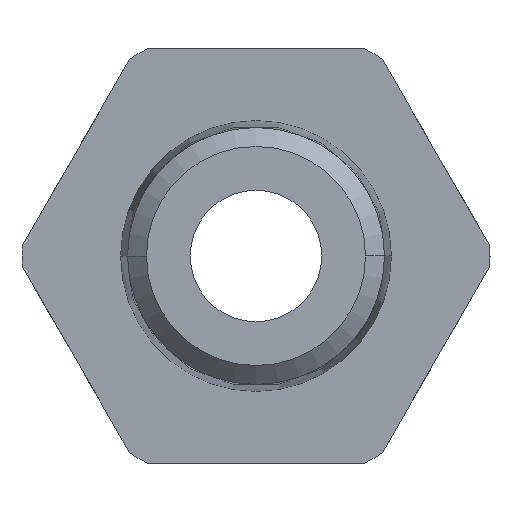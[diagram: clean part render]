
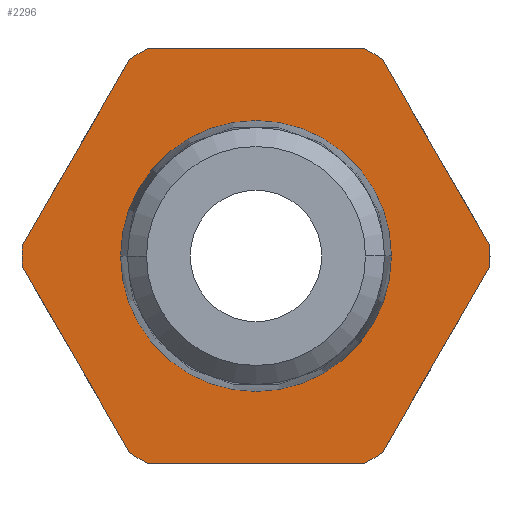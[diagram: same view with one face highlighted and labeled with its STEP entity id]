
A CAD part, front view. The second image highlights one B-rep face of the part: STEP entity #2296.
In plain terms, the highlighted planar face has unit normal (0, -1, 0).
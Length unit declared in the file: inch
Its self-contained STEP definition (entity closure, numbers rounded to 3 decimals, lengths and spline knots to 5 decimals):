
#17 = CARTESIAN_POINT ( 'NONE',  ( 0., 0.35827, 0. ) ) ;
#36 = CIRCLE ( 'NONE', #426, 0.35039 ) ;
#46 = AXIS2_PLACEMENT_3D ( 'NONE', #1673, #632, #1851 ) ;
#69 = CARTESIAN_POINT ( 'NONE',  ( 0., 0.35827, -0.31102 ) ) ;
#113 = EDGE_CURVE ( 'NONE', #1140, #1614, #131, .T. ) ;
#131 = CIRCLE ( 'NONE', #367, 0.20276 ) ;
#138 = CARTESIAN_POINT ( 'NONE',  ( -0.35039, 0.35827, 0. ) ) ;
#173 = DIRECTION ( 'NONE',  ( 0., -1., 0. ) ) ;
#195 = ORIENTED_EDGE ( 'NONE', *, *, #1213, .F. ) ;
#199 = DIRECTION ( 'NONE',  ( -1., 0., 0. ) ) ;
#218 = EDGE_CURVE ( 'NONE', #1252, #365, #2254, .T. ) ;
#254 = DIRECTION ( 'NONE',  ( -1., 0., 0. ) ) ;
#255 = CARTESIAN_POINT ( 'NONE',  ( 0.20276, 0.35827, 0. ) ) ;
#258 = DIRECTION ( 'NONE',  ( 0., -1., 0. ) ) ;
#264 = CARTESIAN_POINT ( 'NONE',  ( 0.35914, 0.35827, 0. ) ) ;
#280 = EDGE_CURVE ( 'NONE', #1411, #2221, #2200, .T. ) ;
#299 = CARTESIAN_POINT ( 'NONE',  ( 0., 0.35827, 0. ) ) ;
#316 = CARTESIAN_POINT ( 'NONE',  ( 0., 0.35827, 0. ) ) ;
#342 = DIRECTION ( 'NONE',  ( -0.5, 0., 0.866 ) ) ;
#357 = VERTEX_POINT ( 'NONE', #2105 ) ;
#365 = VERTEX_POINT ( 'NONE', #1388 ) ;
#367 = AXIS2_PLACEMENT_3D ( 'NONE', #804, #2048, #983 ) ;
#392 = VERTEX_POINT ( 'NONE', #1227 ) ;
#400 = EDGE_CURVE ( 'NONE', #357, #392, #1209, .T. ) ;
#426 = AXIS2_PLACEMENT_3D ( 'NONE', #17, #1262, #199 ) ;
#461 = AXIS2_PLACEMENT_3D ( 'NONE', #1044, #2273, #1217 ) ;
#476 = CARTESIAN_POINT ( 'NONE',  ( 0.16137, 0.35827, -0.31102 ) ) ;
#486 = DIRECTION ( 'NONE',  ( -1., 0., 0. ) ) ;
#495 = DIRECTION ( 'NONE',  ( 1., 0., 0. ) ) ;
#503 = DIRECTION ( 'NONE',  ( -1., 0., 0. ) ) ;
#513 = CARTESIAN_POINT ( 'NONE',  ( 0.16137, 0.35827, 0.31102 ) ) ;
#553 = LINE ( 'NONE', #69, #1313 ) ;
#616 = AXIS2_PLACEMENT_3D ( 'NONE', #1318, #258, #1494 ) ;
#630 = DIRECTION ( 'NONE',  ( 0., -1., 0. ) ) ;
#632 = DIRECTION ( 'NONE',  ( 0., 1., 0. ) ) ;
#652 = EDGE_CURVE ( 'NONE', #1497, #1184, #1046, .T. ) ;
#804 = CARTESIAN_POINT ( 'NONE',  ( 0., 0.35827, 0. ) ) ;
#816 = EDGE_CURVE ( 'NONE', #1347, #1354, #2123, .T. ) ;
#842 = ORIENTED_EDGE ( 'NONE', *, *, #1946, .F. ) ;
#854 = CARTESIAN_POINT ( 'NONE',  ( 0., 0.35827, 0. ) ) ;
#879 = CIRCLE ( 'NONE', #1787, 0.35039 ) ;
#893 = VERTEX_POINT ( 'NONE', #1225 ) ;
#934 = LINE ( 'NONE', #264, #1345 ) ;
#946 = ORIENTED_EDGE ( 'NONE', *, *, #1671, .T. ) ;
#974 = AXIS2_PLACEMENT_3D ( 'NONE', #1672, #630, #1850 ) ;
#983 = DIRECTION ( 'NONE',  ( -1., 0., 0. ) ) ;
#989 = CIRCLE ( 'NONE', #616, 0.35039 ) ;
#1014 = DIRECTION ( 'NONE',  ( 0.5, 0., -0.866 ) ) ;
#1017 = FACE_BOUND ( 'NONE', #1469, .T. ) ;
#1021 = AXIS2_PLACEMENT_3D ( 'NONE', #316, #1554, #503 ) ;
#1027 = DIRECTION ( 'NONE',  ( -1., 0., 0. ) ) ;
#1044 = CARTESIAN_POINT ( 'NONE',  ( 0., 0.35827, 0. ) ) ;
#1046 = CIRCLE ( 'NONE', #46, 0.35039 ) ;
#1054 = CARTESIAN_POINT ( 'NONE',  ( -0.17957, 0.35827, -0.31102 ) ) ;
#1113 = EDGE_CURVE ( 'NONE', #1411, #1169, #1838, .T. ) ;
#1119 = ORIENTED_EDGE ( 'NONE', *, *, #816, .T. ) ;
#1140 = VERTEX_POINT ( 'NONE', #255 ) ;
#1142 = EDGE_LOOP ( 'NONE', ( #1990, #2214, #195, #1119, #842, #1197, #2082, #946, #2167, #1439, #1237, #1884, #1744 ) ) ;
#1169 = VERTEX_POINT ( 'NONE', #1311 ) ;
#1184 = VERTEX_POINT ( 'NONE', #2194 ) ;
#1192 = CARTESIAN_POINT ( 'NONE',  ( -0.17957, 0.35827, 0.31102 ) ) ;
#1197 = ORIENTED_EDGE ( 'NONE', *, *, #1867, .T. ) ;
#1209 = LINE ( 'NONE', #1054, #1568 ) ;
#1213 = EDGE_CURVE ( 'NONE', #1347, #893, #553, .T. ) ;
#1217 = DIRECTION ( 'NONE',  ( -1., 0., 0. ) ) ;
#1225 = CARTESIAN_POINT ( 'NONE',  ( -0.16137, 0.35827, -0.31102 ) ) ;
#1227 = CARTESIAN_POINT ( 'NONE',  ( -0.35004, 0.35827, -0.01576 ) ) ;
#1235 = CIRCLE ( 'NONE', #2147, 0.20276 ) ;
#1237 = ORIENTED_EDGE ( 'NONE', *, *, #2051, .F. ) ;
#1252 = VERTEX_POINT ( 'NONE', #2041 ) ;
#1262 = DIRECTION ( 'NONE',  ( 0., -1., 0. ) ) ;
#1311 = CARTESIAN_POINT ( 'NONE',  ( -0.18867, 0.35827, 0.29526 ) ) ;
#1313 = VECTOR ( 'NONE', #254, 39.37008 ) ;
#1315 = VECTOR ( 'NONE', #1014, 39.37008 ) ;
#1318 = CARTESIAN_POINT ( 'NONE',  ( 0., 0.35827, 0. ) ) ;
#1333 = CARTESIAN_POINT ( 'NONE',  ( 0.35004, 0.35827, -0.01576 ) ) ;
#1345 = VECTOR ( 'NONE', #2045, 39.37008 ) ;
#1347 = VERTEX_POINT ( 'NONE', #476 ) ;
#1350 = CARTESIAN_POINT ( 'NONE',  ( -0.35914, 0.35827, 0. ) ) ;
#1354 = VERTEX_POINT ( 'NONE', #1532 ) ;
#1380 = AXIS2_PLACEMENT_3D ( 'NONE', #1940, #173, #1405 ) ;
#1388 = CARTESIAN_POINT ( 'NONE',  ( 0.35004, 0.35827, 0.01576 ) ) ;
#1405 = DIRECTION ( 'NONE',  ( 0., 0., -1. ) ) ;
#1411 = VERTEX_POINT ( 'NONE', #1715 ) ;
#1439 = ORIENTED_EDGE ( 'NONE', *, *, #1113, .T. ) ;
#1442 = ORIENTED_EDGE ( 'NONE', *, *, #2149, .T. ) ;
#1446 = EDGE_CURVE ( 'NONE', #392, #1497, #1985, .T. ) ;
#1469 = EDGE_LOOP ( 'NONE', ( #1442, #1705 ) ) ;
#1494 = DIRECTION ( 'NONE',  ( -1., 0., 0. ) ) ;
#1497 = VERTEX_POINT ( 'NONE', #138 ) ;
#1527 = DIRECTION ( 'NONE',  ( 0.5, 0., 0.866 ) ) ;
#1532 = CARTESIAN_POINT ( 'NONE',  ( 0.18867, 0.35827, -0.29526 ) ) ;
#1535 = DIRECTION ( 'NONE',  ( 0., -1., 0. ) ) ;
#1554 = DIRECTION ( 'NONE',  ( 0., 1., 0. ) ) ;
#1568 = VECTOR ( 'NONE', #342, 39.37008 ) ;
#1596 = FACE_OUTER_BOUND ( 'NONE', #1142, .T. ) ;
#1614 = VERTEX_POINT ( 'NONE', #1935 ) ;
#1671 = EDGE_CURVE ( 'NONE', #1252, #2221, #36, .T. ) ;
#1672 = CARTESIAN_POINT ( 'NONE',  ( 0., 0.35827, 0. ) ) ;
#1673 = CARTESIAN_POINT ( 'NONE',  ( 0., 0.35827, 0. ) ) ;
#1679 = VECTOR ( 'NONE', #495, 39.37008 ) ;
#1703 = VECTOR ( 'NONE', #1527, 39.37008 ) ;
#1705 = ORIENTED_EDGE ( 'NONE', *, *, #113, .T. ) ;
#1715 = CARTESIAN_POINT ( 'NONE',  ( -0.16137, 0.35827, 0.31102 ) ) ;
#1744 = ORIENTED_EDGE ( 'NONE', *, *, #1446, .F. ) ;
#1787 = AXIS2_PLACEMENT_3D ( 'NONE', #299, #1535, #486 ) ;
#1838 = CIRCLE ( 'NONE', #974, 0.35039 ) ;
#1850 = DIRECTION ( 'NONE',  ( -1., 0., 0. ) ) ;
#1851 = DIRECTION ( 'NONE',  ( -1., 0., 0. ) ) ;
#1867 = EDGE_CURVE ( 'NONE', #1974, #365, #989, .T. ) ;
#1884 = ORIENTED_EDGE ( 'NONE', *, *, #652, .F. ) ;
#1935 = CARTESIAN_POINT ( 'NONE',  ( -0.20276, 0.35827, 0. ) ) ;
#1940 = CARTESIAN_POINT ( 'NONE',  ( -0.27657, 0.35827, 0. ) ) ;
#1946 = EDGE_CURVE ( 'NONE', #1974, #1354, #934, .T. ) ;
#1974 = VERTEX_POINT ( 'NONE', #1333 ) ;
#1985 = CIRCLE ( 'NONE', #1021, 0.35039 ) ;
#1990 = ORIENTED_EDGE ( 'NONE', *, *, #400, .F. ) ;
#2041 = CARTESIAN_POINT ( 'NONE',  ( 0.18867, 0.35827, 0.29526 ) ) ;
#2045 = DIRECTION ( 'NONE',  ( -0.5, 0., -0.866 ) ) ;
#2048 = DIRECTION ( 'NONE',  ( 0., 1., 0. ) ) ;
#2051 = EDGE_CURVE ( 'NONE', #1184, #1169, #2177, .T. ) ;
#2079 = CARTESIAN_POINT ( 'NONE',  ( 0.17957, 0.35827, 0.31102 ) ) ;
#2082 = ORIENTED_EDGE ( 'NONE', *, *, #218, .F. ) ;
#2091 = DIRECTION ( 'NONE',  ( 0., 1., 0. ) ) ;
#2104 = EDGE_CURVE ( 'NONE', #357, #893, #879, .T. ) ;
#2105 = CARTESIAN_POINT ( 'NONE',  ( -0.18867, 0.35827, -0.29526 ) ) ;
#2110 = PLANE ( 'NONE',  #1380 ) ;
#2123 = CIRCLE ( 'NONE', #461, 0.35039 ) ;
#2147 = AXIS2_PLACEMENT_3D ( 'NONE', #854, #2091, #1027 ) ;
#2149 = EDGE_CURVE ( 'NONE', #1614, #1140, #1235, .T. ) ;
#2167 = ORIENTED_EDGE ( 'NONE', *, *, #280, .F. ) ;
#2177 = LINE ( 'NONE', #1350, #1703 ) ;
#2194 = CARTESIAN_POINT ( 'NONE',  ( -0.35004, 0.35827, 0.01576 ) ) ;
#2200 = LINE ( 'NONE', #1192, #1679 ) ;
#2214 = ORIENTED_EDGE ( 'NONE', *, *, #2104, .T. ) ;
#2221 = VERTEX_POINT ( 'NONE', #513 ) ;
#2254 = LINE ( 'NONE', #2079, #1315 ) ;
#2273 = DIRECTION ( 'NONE',  ( 0., -1., 0. ) ) ;
#2296 = ADVANCED_FACE ( 'NONE', ( #1017, #1596 ), #2110, .T. ) ;
